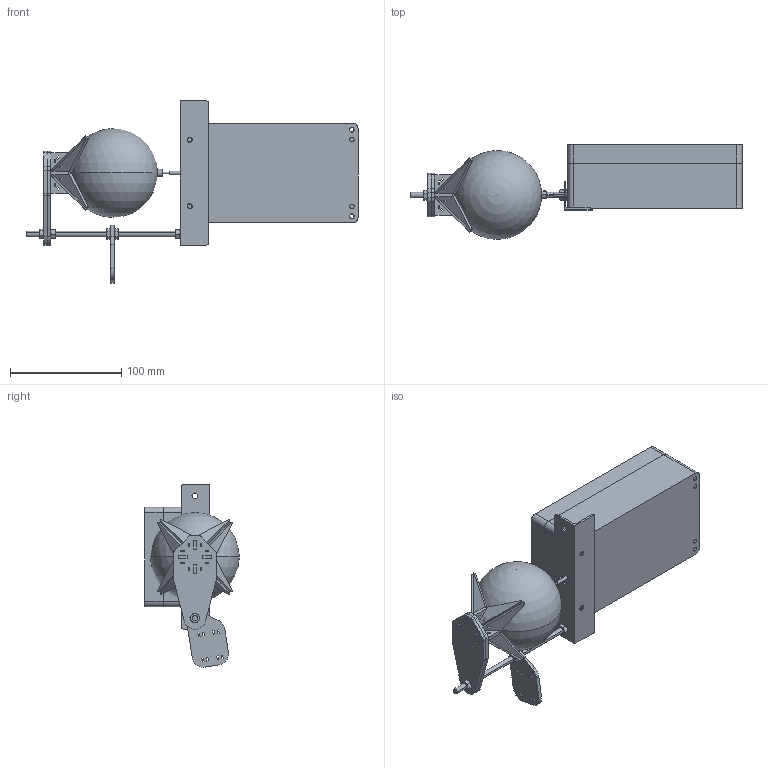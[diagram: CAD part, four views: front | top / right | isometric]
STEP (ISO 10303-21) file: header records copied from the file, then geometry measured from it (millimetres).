
FILE_DESCRIPTION (( 'STEP AP214' ), '1' );
FILE_NAME ('OpenDendrometer_v0.2_Fruit_20221019.STEP', '2022-10-20T02:41:54', ( '' ), ( '' ), 'SwSTEP 2.0', 'SolidWorks 2020', '' );
FILE_SCHEMA (( 'AUTOMOTIVE_DESIGN' ));
Length unit declared in the file: millimetre
Products named in the file (29): fruit_centering_base_-000; threaded_rod_fruit_M5_-000; fruit_centering_-301; fruit_centering_support_-000; enclosure_cover_158x90x60mm_-000; 6432K71_Set Screw Shaft Collar_6432K71; micro_SD_card_module_001; 91828A241_18-8 Stainless Steel Hex Nut_91828A241; logic_level_shifter_001; orange_-000; mounting_bracket_-000; spring_plate_2_-000; enclosure_case_158x90x60mm_-000; fruit_mount_to_branch_-000; tire_gauge_PCB_cover_001; digital_tire_tread_gauge_extended; lithium_battery_2000mAh_67x40x6.5mm_001; spring_plate_4_-000; spacer_-000; OpenDendrometer_PCB_001; DS3231 RTC_001; spring_plate_3_-000; digital_tire_tread_gauge_indicator_board_only; OpenDendrometer_v0.2_Fruit_20221019; spring_plate_1_-000; AT-09_Bluetooth_module_-000; digital_tire_tread_gauge_ruler_001; Arduino_pro_mini; fruit_centering_ramp_-000
Assembly tree (43 placements, depth 3):
  OpenDendrometer_v0.2_Fruit_20221019
    enclosure_case_158x90x60mm_-000
    enclosure_cover_158x90x60mm_-000
    OpenDendrometer_PCB_001
    digital_tire_tread_gauge_extended
      digital_tire_tread_gauge_indicator_board_only
      digital_tire_tread_gauge_ruler_001
    micro_SD_card_module_001
    tire_gauge_PCB_cover_001
    logic_level_shifter_001
    AT-09_Bluetooth_module_-000
    DS3231 RTC_001
    Arduino_pro_mini
    spring_plate_1_-000
    spring_plate_2_-000
    spring_plate_3_-000
    spring_plate_4_-000
    spacer_-000  x4
    mounting_bracket_-000
    lithium_battery_2000mAh_67x40x6.5mm_001
    threaded_rod_fruit_M5_-000
    fruit_centering_-301
      fruit_centering_base_-000  x2
      fruit_centering_support_-000  x4
      fruit_centering_ramp_-000  x4
    orange_-000
    91828A241_18-8 Stainless Steel Hex Nut_91828A241  x6
    fruit_mount_to_branch_-000
    6432K71_Set Screw Shaft Collar_6432K71
Bounding box: 298.93 x 85.25 x 164.24 mm (x, y, z)
Volume: 568399 mm3; surface area: 241978 mm2
Topology: 51 solids, 51 shells, 4283 faces, 11242 edges, 7255 vertices
Faces by surface type: plane 2099, bspline 1056, cylinder 883, torus 141, cone 82, sphere 22
Entity records: 215795 total; most frequent: CARTESIAN_POINT 86307, ORIENTED_EDGE 20764, DIRECTION 15568, EDGE_CURVE 10382, VERTEX_POINT 6714, LINE 6370, VECTOR 6370, AXIS2_PLACEMENT_3D 4599
